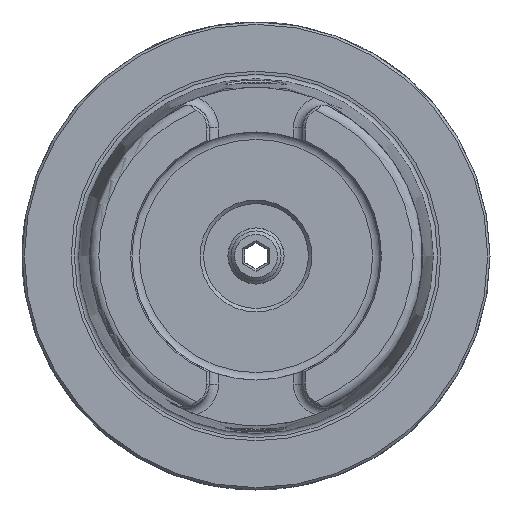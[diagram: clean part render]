
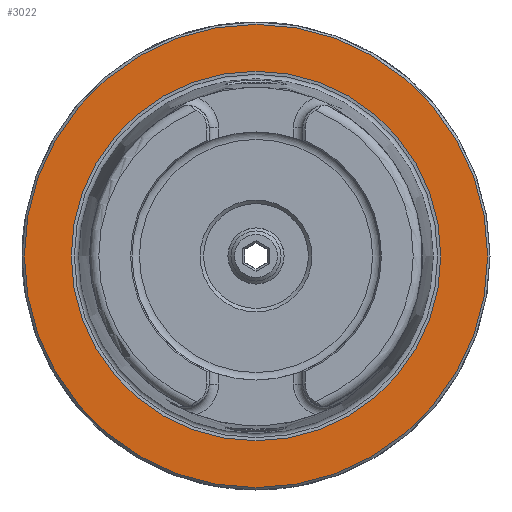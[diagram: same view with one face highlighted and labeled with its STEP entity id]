
A CAD part, left-side view. The second image highlights one B-rep face of the part: STEP entity #3022.
In plain terms, the highlighted planar face has unit normal (-1, 0, 0).
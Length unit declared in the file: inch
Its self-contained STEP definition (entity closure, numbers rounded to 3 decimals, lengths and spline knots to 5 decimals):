
#489=PLANE('',#3254);
#631=FACE_BOUND('',#968,.T.);
#737=FACE_OUTER_BOUND('',#967,.T.);
#967=EDGE_LOOP('',(#2249));
#968=EDGE_LOOP('',(#2250));
#1191=CIRCLE('',#3253,1.94882);
#1192=CIRCLE('',#3255,1.55442);
#1428=VERTEX_POINT('',#5931);
#1429=VERTEX_POINT('',#5934);
#1747=EDGE_CURVE('',#1428,#1428,#1191,.T.);
#1748=EDGE_CURVE('',#1429,#1429,#1192,.T.);
#2249=ORIENTED_EDGE('',*,*,#1747,.F.);
#2250=ORIENTED_EDGE('',*,*,#1748,.T.);
#3022=ADVANCED_FACE('',(#737,#631),#489,.T.);
#3253=AXIS2_PLACEMENT_3D('',#5932,#3738,#3739);
#3254=AXIS2_PLACEMENT_3D('',#5933,#3740,#3741);
#3255=AXIS2_PLACEMENT_3D('',#5935,#3742,#3743);
#3738=DIRECTION('center_axis',(1.,0.,0.));
#3739=DIRECTION('ref_axis',(0.,-1.,0.));
#3740=DIRECTION('center_axis',(-1.,0.,0.));
#3741=DIRECTION('ref_axis',(0.,0.,1.));
#3742=DIRECTION('center_axis',(1.,0.,0.));
#3743=DIRECTION('ref_axis',(0.,1.,0.));
#5931=CARTESIAN_POINT('',(0.,1.94882,0.));
#5932=CARTESIAN_POINT('Origin',(0.,0.,0.));
#5933=CARTESIAN_POINT('Origin',(0.,0.98425,0.));
#5934=CARTESIAN_POINT('',(0.,1.55442,0.));
#5935=CARTESIAN_POINT('Origin',(0.,0.,0.));
